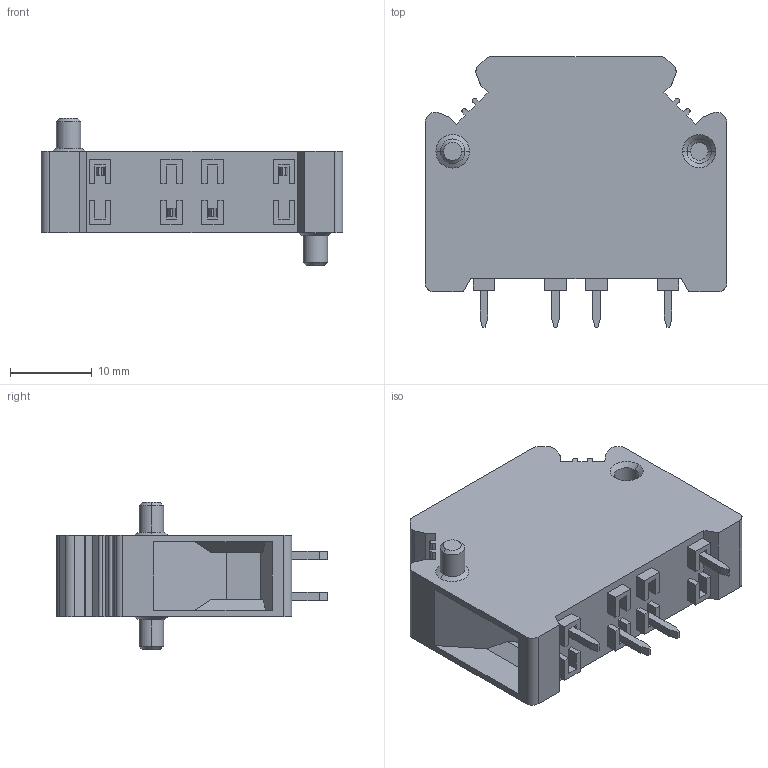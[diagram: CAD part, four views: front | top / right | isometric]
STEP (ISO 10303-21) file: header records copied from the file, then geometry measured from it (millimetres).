
FILE_DESCRIPTION((''),'2;1');
FILE_NAME('TL705DS-XXP_XS_','2024-11-13T15:05:26',('yanfa'),(''),'CREO PARAMETRIC BY PTC INC, 2018100','CREO PARAMETRIC BY PTC INC, 2018100','');
FILE_SCHEMA(('AUTOMOTIVE_DESIGN { 1 0 10303 214 1 1 1 1 }'));
Length unit declared in the file: millimetre
Products named in the file (1): TL705DS-XXP_XS_
Bounding box: 36.8 x 33.02 x 18 mm (x, y, z)
Volume: 7202.7 mm3; surface area: 4784.8 mm2
Topology: 1 solids, 1 shells, 248 faces, 661 edges, 441 vertices
Faces by surface type: plane 182, cylinder 42, cone 16, torus 8
Entity records: 9966 total; most frequent: CARTESIAN_POINT 1405, ORIENTED_EDGE 1322, DIRECTION 1302, EDGE_CURVE 661, VECTOR 513, LINE 513, VERTEX_POINT 441, AXIS2_PLACEMENT_3D 393
